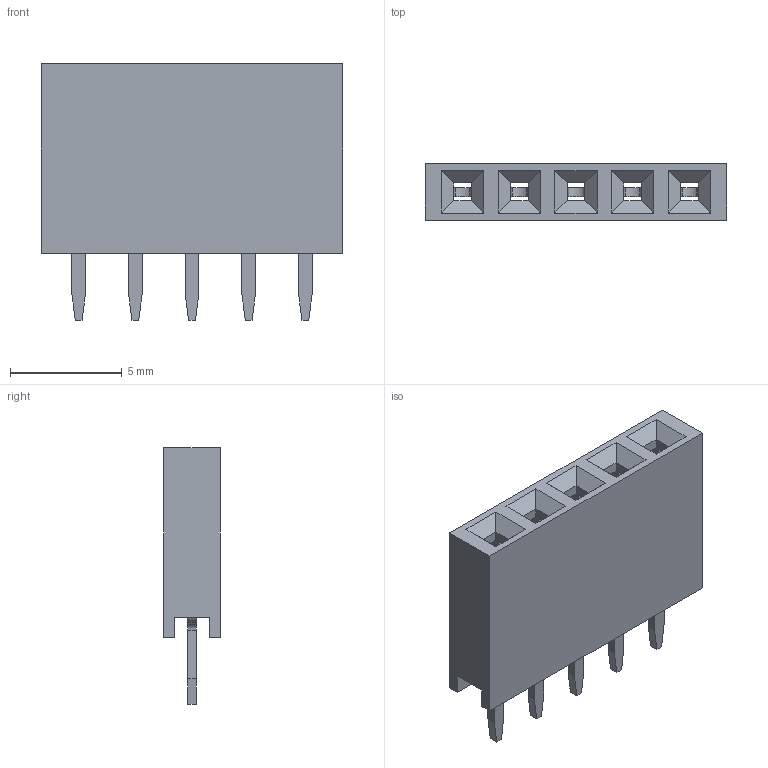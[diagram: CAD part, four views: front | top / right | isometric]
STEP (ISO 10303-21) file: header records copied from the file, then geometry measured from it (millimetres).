
FILE_DESCRIPTION(('STEP AP214'), '1');
FILE_NAME('DS1023-1x5SF11', '2017-07-15T12:29:06', ('Nobody'), (''), 'ASCON STEP Converter 1.3', 'ASCON Math Kernel', '');
FILE_SCHEMA(('AUTOMOTIVE_DESIGN { 1 0 10303 214 3 1 1}'));
Length unit declared in the file: millimetre
Assembly tree (6 placements, depth 2):
  (unnamed)
    (unnamed)
    (unnamed)  x5
Bounding box: 13.5 x 2.54 x 11.5 mm (x, y, z)
Volume: 219.9 mm3; surface area: 763.4 mm2
Topology: 6 solids, 6 shells, 245 faces, 694 edges, 456 vertices
Faces by surface type: plane 190, cylinder 55
Entity records: 5594 total; most frequent: CARTESIAN_POINT 770, ORIENTED_EDGE 764, DIRECTION 684, EDGE_CURVE 382, LINE 360, VECTOR 360, VERTEX_POINT 248, AXIS2_PLACEMENT_3D 162
